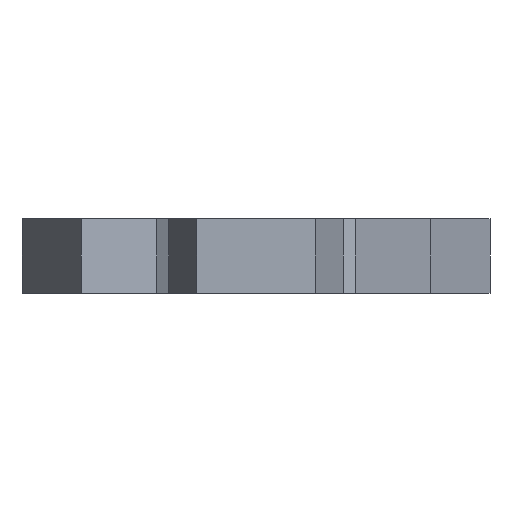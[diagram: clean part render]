
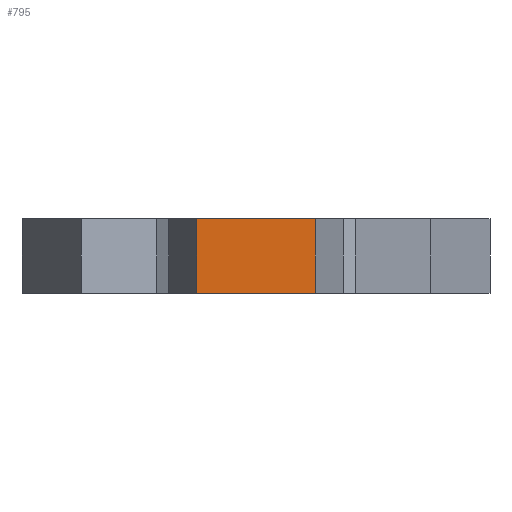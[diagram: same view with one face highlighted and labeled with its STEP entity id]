
A CAD part, front view. The second image highlights one B-rep face of the part: STEP entity #795.
In plain terms, the highlighted planar face has unit normal (0, -1, 0).
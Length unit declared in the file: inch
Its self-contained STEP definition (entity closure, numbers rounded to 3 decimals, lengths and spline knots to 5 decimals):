
#9 = CARTESIAN_POINT ( 'NONE',  ( 0.25, -1., 0.15748 ) ) ;
#13 = DIRECTION ( 'NONE',  ( 0., 0., -1. ) ) ;
#78 = VERTEX_POINT ( 'NONE', #424 ) ;
#113 = VECTOR ( 'NONE', #145, 39.37008 ) ;
#145 = DIRECTION ( 'NONE',  ( 1., 0., 0. ) ) ;
#149 = DIRECTION ( 'NONE',  ( 0., 0., -1. ) ) ;
#152 = VECTOR ( 'NONE', #13, 39.37008 ) ;
#157 = AXIS2_PLACEMENT_3D ( 'NONE', #9, #246, #452 ) ;
#222 = EDGE_LOOP ( 'NONE', ( #791, #353, #935, #547 ) ) ;
#230 = EDGE_CURVE ( 'NONE', #78, #927, #969, .T. ) ;
#246 = DIRECTION ( 'NONE',  ( 0., 1., 0. ) ) ;
#283 = VECTOR ( 'NONE', #933, 39.37008 ) ;
#298 = EDGE_CURVE ( 'NONE', #651, #927, #519, .T. ) ;
#353 = ORIENTED_EDGE ( 'NONE', *, *, #298, .F. ) ;
#378 = CARTESIAN_POINT ( 'NONE',  ( 0.25, -1., 0.15748 ) ) ;
#424 = CARTESIAN_POINT ( 'NONE',  ( -0.25, -1., -0.15748 ) ) ;
#437 = VECTOR ( 'NONE', #149, 39.37008 ) ;
#452 = DIRECTION ( 'NONE',  ( 0., 0., 1. ) ) ;
#458 = PLANE ( 'NONE',  #157 ) ;
#470 = CARTESIAN_POINT ( 'NONE',  ( -0.25, -1., 0.15748 ) ) ;
#488 = EDGE_CURVE ( 'NONE', #662, #651, #731, .T. ) ;
#519 = LINE ( 'NONE', #378, #437 ) ;
#547 = ORIENTED_EDGE ( 'NONE', *, *, #772, .T. ) ;
#592 = CARTESIAN_POINT ( 'NONE',  ( 0.25, -1., -0.15748 ) ) ;
#602 = CARTESIAN_POINT ( 'NONE',  ( -0.25, -1., 0.15748 ) ) ;
#622 = LINE ( 'NONE', #470, #152 ) ;
#627 = FACE_OUTER_BOUND ( 'NONE', #222, .T. ) ;
#647 = CARTESIAN_POINT ( 'NONE',  ( 0.25, -1., -0.15748 ) ) ;
#651 = VERTEX_POINT ( 'NONE', #900 ) ;
#662 = VERTEX_POINT ( 'NONE', #602 ) ;
#731 = LINE ( 'NONE', #952, #283 ) ;
#772 = EDGE_CURVE ( 'NONE', #662, #78, #622, .T. ) ;
#791 = ORIENTED_EDGE ( 'NONE', *, *, #230, .T. ) ;
#795 = ADVANCED_FACE ( 'NONE', ( #627 ), #458, .F. ) ;
#900 = CARTESIAN_POINT ( 'NONE',  ( 0.25, -1., 0.15748 ) ) ;
#927 = VERTEX_POINT ( 'NONE', #647 ) ;
#933 = DIRECTION ( 'NONE',  ( 1., 0., 0. ) ) ;
#935 = ORIENTED_EDGE ( 'NONE', *, *, #488, .F. ) ;
#952 = CARTESIAN_POINT ( 'NONE',  ( 0.25, -1., 0.15748 ) ) ;
#969 = LINE ( 'NONE', #592, #113 ) ;
